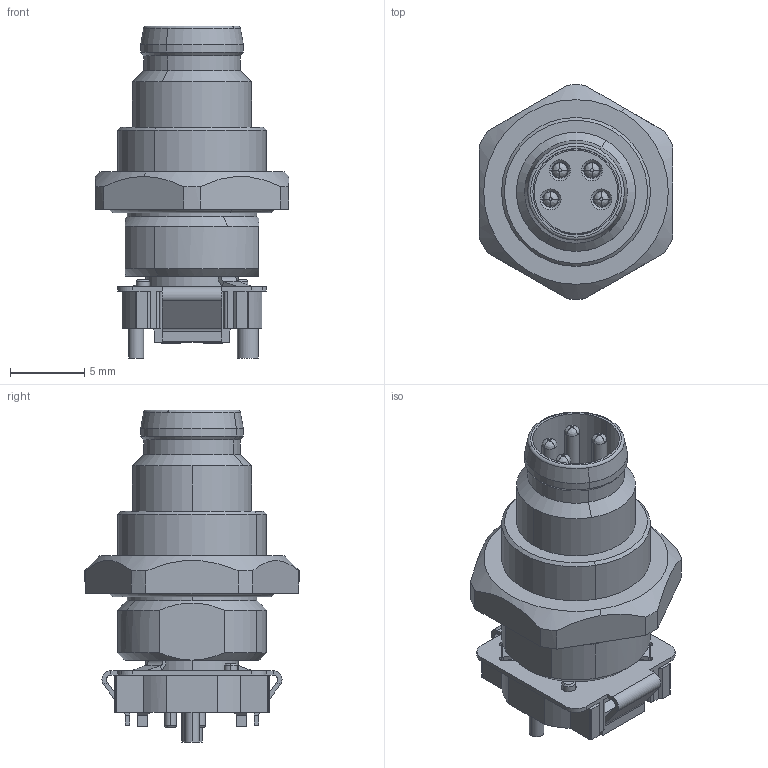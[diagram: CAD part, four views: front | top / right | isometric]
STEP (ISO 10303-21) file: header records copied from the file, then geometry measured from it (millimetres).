
FILE_DESCRIPTION(('CATIA V5R24 STEP','CAx-IF Rec.Pracs.--- Model Styling and Organization---1.2---2011-12-15'),'2;1');
FILE_NAME ('D1461816_0_2422560000_2422560000.stp','2017-08-29T12:00:07+00:00',('none'),('Weidmueller'),'CATIA Version 5-6 Release 2014 SP4 HF52','CATIA V5 STEP AP214','none');
FILE_SCHEMA(('AUTOMOTIVE_DESIGN { 1 0 10303 214 1 1 1 1 }'));
Length unit declared in the file: millimetre
Products named in the file (1): 2422560000
Bounding box: 13 x 14.39 x 22.3 mm (x, y, z)
Volume: 1247.9 mm3; surface area: 2111.9 mm2
Topology: 3 solids, 3 shells, 427 faces, 1081 edges, 682 vertices
Faces by surface type: plane 184, cylinder 167, cone 32, bspline 30, torus 14
Entity records: 13686 total; most frequent: CARTESIAN_POINT 4106, ORIENTED_EDGE 2162, DIRECTION 1605, EDGE_CURVE 1081, AXIS2_PLACEMENT_3D 683, VERTEX_POINT 682, VECTOR 552, LINE 552
